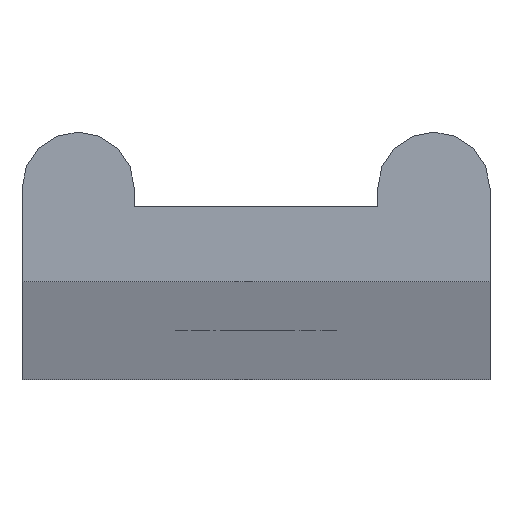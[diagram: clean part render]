
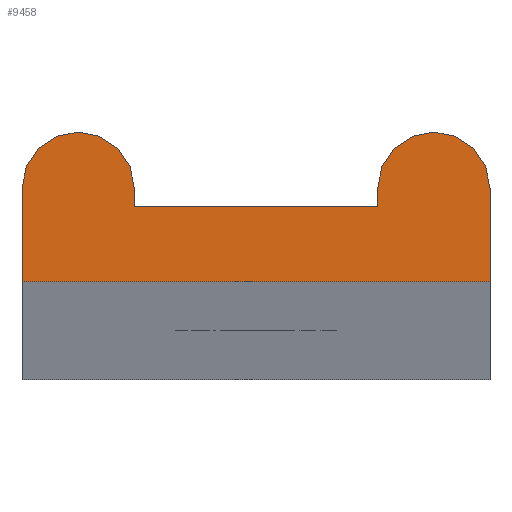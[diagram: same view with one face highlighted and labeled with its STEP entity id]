
A CAD part, top view. The second image highlights one B-rep face of the part: STEP entity #9458.
In plain terms, the highlighted planar face has unit normal (0, 0, 1).
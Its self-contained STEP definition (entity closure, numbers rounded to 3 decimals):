
#44 = ORIENTED_EDGE ( 'NONE', *, *, #3261, .T. ) ;
#245 = CARTESIAN_POINT ( 'NONE',  ( 12.5, 0., 1500. ) ) ;
#299 = VERTEX_POINT ( 'NONE', #245 ) ;
#315 = CARTESIAN_POINT ( 'NONE',  ( 6.672, 4., 1500. ) ) ;
#597 = CARTESIAN_POINT ( 'NONE',  ( -9.5, 5., 1500. ) ) ;
#1180 = DIRECTION ( 'NONE',  ( -1., 0., 0. ) ) ;
#1462 = DIRECTION ( 'NONE',  ( -1., 0., 0. ) ) ;
#1477 = EDGE_CURVE ( 'NONE', #8988, #4033, #3508, .T. ) ;
#1529 = LINE ( 'NONE', #9302, #3293 ) ;
#1610 = DIRECTION ( 'NONE',  ( 1., 0., 0. ) ) ;
#1710 = EDGE_LOOP ( 'NONE', ( #7581, #6614, #10648, #2645, #44, #8126, #9080, #8873 ) ) ;
#1926 = VECTOR ( 'NONE', #2227, 1000. ) ;
#2227 = DIRECTION ( 'NONE',  ( 0., -1., 0. ) ) ;
#2271 = DIRECTION ( 'NONE',  ( 0., -1., 0. ) ) ;
#2645 = ORIENTED_EDGE ( 'NONE', *, *, #4047, .T. ) ;
#2783 = CARTESIAN_POINT ( 'NONE',  ( -12.5, 0., 1500. ) ) ;
#2874 = AXIS2_PLACEMENT_3D ( 'NONE', #3169, #4955, #8384 ) ;
#2992 = CARTESIAN_POINT ( 'NONE',  ( 6.5, 4., 1500. ) ) ;
#3018 = EDGE_CURVE ( 'NONE', #6987, #8988, #7517, .T. ) ;
#3169 = CARTESIAN_POINT ( 'NONE',  ( 9.5, 5., 1500. ) ) ;
#3261 = EDGE_CURVE ( 'NONE', #8095, #7738, #6976, .T. ) ;
#3293 = VECTOR ( 'NONE', #1610, 1000. ) ;
#3377 = EDGE_CURVE ( 'NONE', #299, #3861, #7250, .T. ) ;
#3448 = CARTESIAN_POINT ( 'NONE',  ( -9.5, 5., 1500. ) ) ;
#3508 = LINE ( 'NONE', #315, #5296 ) ;
#3711 = CARTESIAN_POINT ( 'NONE',  ( -6.5, 5., 1500. ) ) ;
#3737 = EDGE_CURVE ( 'NONE', #9270, #299, #1529, .T. ) ;
#3861 = VERTEX_POINT ( 'NONE', #10818 ) ;
#3866 = CARTESIAN_POINT ( 'NONE',  ( 12.5, 5., 1500. ) ) ;
#3959 = LINE ( 'NONE', #9990, #8703 ) ;
#4033 = VERTEX_POINT ( 'NONE', #10551 ) ;
#4047 = EDGE_CURVE ( 'NONE', #4033, #8095, #6859, .T. ) ;
#4092 = CARTESIAN_POINT ( 'NONE',  ( -6.5, 5., 1500. ) ) ;
#4955 = DIRECTION ( 'NONE',  ( 0., 0., 1. ) ) ;
#4956 = CARTESIAN_POINT ( 'NONE',  ( -12.5, 5., 1500. ) ) ;
#5097 = VECTOR ( 'NONE', #8864, 1000. ) ;
#5296 = VECTOR ( 'NONE', #1180, 1000. ) ;
#5909 = CARTESIAN_POINT ( 'NONE',  ( 6.5, 5., 1500. ) ) ;
#6380 = DIRECTION ( 'NONE',  ( 0., 1., 0. ) ) ;
#6614 = ORIENTED_EDGE ( 'NONE', *, *, #3018, .T. ) ;
#6859 = LINE ( 'NONE', #3711, #5097 ) ;
#6976 = CIRCLE ( 'NONE', #9725, 3. ) ;
#6987 = VERTEX_POINT ( 'NONE', #5909 ) ;
#7052 = AXIS2_PLACEMENT_3D ( 'NONE', #597, #7646, #1462 ) ;
#7250 = LINE ( 'NONE', #3866, #8329 ) ;
#7457 = CARTESIAN_POINT ( 'NONE',  ( 6.5, 5., 1500. ) ) ;
#7517 = LINE ( 'NONE', #7457, #1926 ) ;
#7581 = ORIENTED_EDGE ( 'NONE', *, *, #9422, .T. ) ;
#7646 = DIRECTION ( 'NONE',  ( 0., 0., -1. ) ) ;
#7723 = DIRECTION ( 'NONE',  ( 0., 0., 1. ) ) ;
#7738 = VERTEX_POINT ( 'NONE', #4956 ) ;
#8095 = VERTEX_POINT ( 'NONE', #4092 ) ;
#8126 = ORIENTED_EDGE ( 'NONE', *, *, #9976, .T. ) ;
#8329 = VECTOR ( 'NONE', #6380, 1000. ) ;
#8384 = DIRECTION ( 'NONE',  ( 1., 0., 0. ) ) ;
#8703 = VECTOR ( 'NONE', #2271, 1000. ) ;
#8864 = DIRECTION ( 'NONE',  ( 0., 1., 0. ) ) ;
#8873 = ORIENTED_EDGE ( 'NONE', *, *, #3377, .T. ) ;
#8988 = VERTEX_POINT ( 'NONE', #2992 ) ;
#9080 = ORIENTED_EDGE ( 'NONE', *, *, #3737, .T. ) ;
#9270 = VERTEX_POINT ( 'NONE', #2783 ) ;
#9302 = CARTESIAN_POINT ( 'NONE',  ( -12.5, 0., 1500. ) ) ;
#9422 = EDGE_CURVE ( 'NONE', #3861, #6987, #10374, .T. ) ;
#9458 = ADVANCED_FACE ( 'NONE', ( #11058 ), #11010, .F. ) ;
#9507 = DIRECTION ( 'NONE',  ( -1., 0., 0. ) ) ;
#9725 = AXIS2_PLACEMENT_3D ( 'NONE', #3448, #7723, #9507 ) ;
#9976 = EDGE_CURVE ( 'NONE', #7738, #9270, #3959, .T. ) ;
#9990 = CARTESIAN_POINT ( 'NONE',  ( -12.5, 5., 1500. ) ) ;
#10374 = CIRCLE ( 'NONE', #2874, 3. ) ;
#10551 = CARTESIAN_POINT ( 'NONE',  ( -6.5, 4., 1500. ) ) ;
#10648 = ORIENTED_EDGE ( 'NONE', *, *, #1477, .T. ) ;
#10818 = CARTESIAN_POINT ( 'NONE',  ( 12.5, 5., 1500. ) ) ;
#11010 = PLANE ( 'NONE',  #7052 ) ;
#11058 = FACE_OUTER_BOUND ( 'NONE', #1710, .T. ) ;
